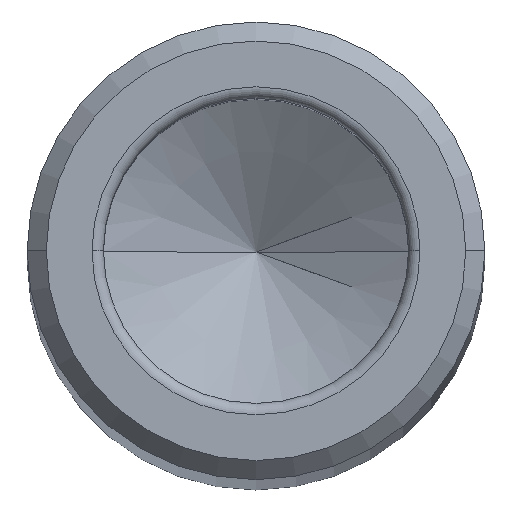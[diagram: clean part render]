
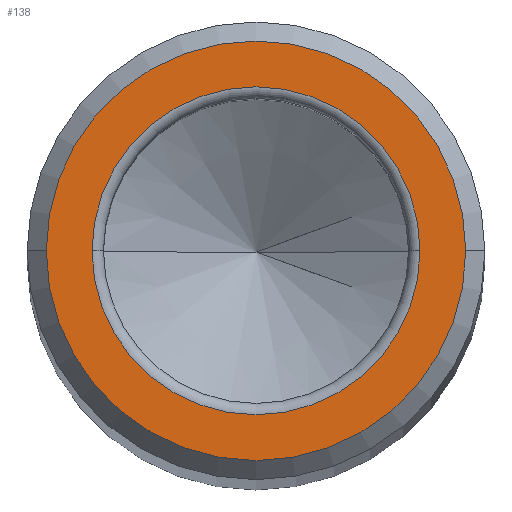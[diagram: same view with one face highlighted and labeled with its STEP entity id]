
A CAD part, top view. The second image highlights one B-rep face of the part: STEP entity #138.
In plain terms, the highlighted planar face has unit normal (0, 0, 1).
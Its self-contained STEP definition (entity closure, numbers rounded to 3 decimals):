
#36 = CIRCLE ( 'NONE', #357, 5.5 ) ;
#48 = AXIS2_PLACEMENT_3D ( 'NONE', #586, #388, #144 ) ;
#72 = CARTESIAN_POINT ( 'NONE',  ( 4.3, 0., 0. ) ) ;
#94 = VERTEX_POINT ( 'NONE', #410 ) ;
#97 = EDGE_CURVE ( 'NONE', #299, #494, #451, .T. ) ;
#103 = PLANE ( 'NONE',  #257 ) ;
#106 = CARTESIAN_POINT ( 'NONE',  ( 0., 0., 0. ) ) ;
#138 = ADVANCED_FACE ( 'NONE', ( #210, #355 ), #103, .T. ) ;
#144 = DIRECTION ( 'NONE',  ( 1., 0., 0. ) ) ;
#154 = DIRECTION ( 'NONE',  ( 0., 0., 1. ) ) ;
#158 = DIRECTION ( 'NONE',  ( 1., 0., 0. ) ) ;
#167 = AXIS2_PLACEMENT_3D ( 'NONE', #600, #402, #158 ) ;
#210 = FACE_BOUND ( 'NONE', #431, .T. ) ;
#219 = EDGE_LOOP ( 'NONE', ( #508, #590 ) ) ;
#257 = AXIS2_PLACEMENT_3D ( 'NONE', #106, #456, #500 ) ;
#298 = CARTESIAN_POINT ( 'NONE',  ( 0., 0., 0. ) ) ;
#299 = VERTEX_POINT ( 'NONE', #72 ) ;
#330 = CARTESIAN_POINT ( 'NONE',  ( -5.5, 0., 0. ) ) ;
#348 = VERTEX_POINT ( 'NONE', #330 ) ;
#349 = AXIS2_PLACEMENT_3D ( 'NONE', #298, #154, #409 ) ;
#351 = CARTESIAN_POINT ( 'NONE',  ( 0., 0., 0. ) ) ;
#355 = FACE_OUTER_BOUND ( 'NONE', #219, .T. ) ;
#357 = AXIS2_PLACEMENT_3D ( 'NONE', #351, #554, #362 ) ;
#362 = DIRECTION ( 'NONE',  ( 1., 0., 0. ) ) ;
#372 = ORIENTED_EDGE ( 'NONE', *, *, #492, .T. ) ;
#388 = DIRECTION ( 'NONE',  ( 0., 0., -1. ) ) ;
#402 = DIRECTION ( 'NONE',  ( 0., 0., -1. ) ) ;
#409 = DIRECTION ( 'NONE',  ( 1., 0., 0. ) ) ;
#410 = CARTESIAN_POINT ( 'NONE',  ( 5.5, 0., 0. ) ) ;
#431 = EDGE_LOOP ( 'NONE', ( #534, #372 ) ) ;
#451 = CIRCLE ( 'NONE', #167, 4.3 ) ;
#456 = DIRECTION ( 'NONE',  ( 0., 0., 1. ) ) ;
#475 = CIRCLE ( 'NONE', #349, 5.5 ) ;
#492 = EDGE_CURVE ( 'NONE', #494, #299, #623, .T. ) ;
#494 = VERTEX_POINT ( 'NONE', #631 ) ;
#500 = DIRECTION ( 'NONE',  ( 1., 0., 0. ) ) ;
#508 = ORIENTED_EDGE ( 'NONE', *, *, #597, .T. ) ;
#534 = ORIENTED_EDGE ( 'NONE', *, *, #97, .T. ) ;
#554 = DIRECTION ( 'NONE',  ( 0., 0., 1. ) ) ;
#558 = EDGE_CURVE ( 'NONE', #94, #348, #475, .T. ) ;
#586 = CARTESIAN_POINT ( 'NONE',  ( 0., 0., 0. ) ) ;
#590 = ORIENTED_EDGE ( 'NONE', *, *, #558, .T. ) ;
#597 = EDGE_CURVE ( 'NONE', #348, #94, #36, .T. ) ;
#600 = CARTESIAN_POINT ( 'NONE',  ( 0., 0., 0. ) ) ;
#623 = CIRCLE ( 'NONE', #48, 4.3 ) ;
#631 = CARTESIAN_POINT ( 'NONE',  ( -4.3, 0., 0. ) ) ;
